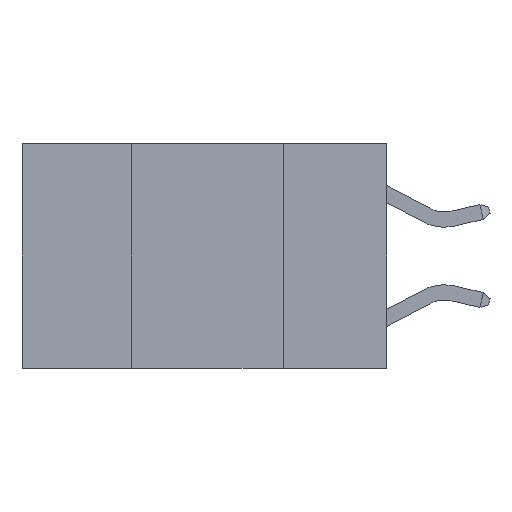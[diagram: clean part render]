
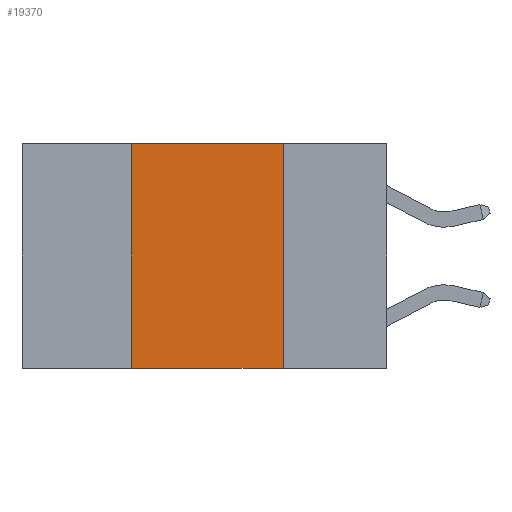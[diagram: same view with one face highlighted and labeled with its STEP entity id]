
A CAD part, left-side view. The second image highlights one B-rep face of the part: STEP entity #19370.
In plain terms, the highlighted planar face has unit normal (-1, 0, 0).
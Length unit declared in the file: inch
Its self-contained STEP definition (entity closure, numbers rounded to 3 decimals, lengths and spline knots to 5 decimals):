
#875 = VERTEX_POINT ( 'NONE', #3990 ) ;
#918 = CARTESIAN_POINT ( 'NONE',  ( 0., 0.6, 0. ) ) ;
#1301 = LINE ( 'NONE', #26036, #25124 ) ;
#1606 = LINE ( 'NONE', #7597, #24102 ) ;
#2254 = EDGE_CURVE ( 'NONE', #875, #19511, #1301, .T. ) ;
#2396 = CARTESIAN_POINT ( 'NONE',  ( 0., 0.42, 0. ) ) ;
#2961 = ORIENTED_EDGE ( 'NONE', *, *, #2254, .T. ) ;
#3990 = CARTESIAN_POINT ( 'NONE',  ( 0., 0.42, -0.37 ) ) ;
#4071 = VERTEX_POINT ( 'NONE', #5956 ) ;
#4107 = EDGE_CURVE ( 'NONE', #15375, #4071, #1606, .T. ) ;
#4685 = EDGE_LOOP ( 'NONE', ( #10082, #25949, #26301, #2961 ) ) ;
#5956 = CARTESIAN_POINT ( 'NONE',  ( 0., 0.17, 0. ) ) ;
#7597 = CARTESIAN_POINT ( 'NONE',  ( 0., 0.6, 0. ) ) ;
#7931 = LINE ( 'NONE', #23227, #10358 ) ;
#9772 = DIRECTION ( 'NONE',  ( 0., 0., -1. ) ) ;
#9820 = DIRECTION ( 'NONE',  ( 0., 0., -1. ) ) ;
#10082 = ORIENTED_EDGE ( 'NONE', *, *, #23845, .F. ) ;
#10161 = DIRECTION ( 'NONE',  ( 0., -1., 0. ) ) ;
#10358 = VECTOR ( 'NONE', #9820, 39.37008 ) ;
#14288 = DIRECTION ( 'NONE',  ( 0., -1., 0. ) ) ;
#14294 = DIRECTION ( 'NONE',  ( 1., 0., 0. ) ) ;
#15375 = VERTEX_POINT ( 'NONE', #28098 ) ;
#17341 = EDGE_CURVE ( 'NONE', #875, #15375, #24964, .T. ) ;
#18717 = VECTOR ( 'NONE', #20308, 39.37008 ) ;
#19237 = CARTESIAN_POINT ( 'NONE',  ( 0., 0.17, -0.37 ) ) ;
#19370 = ADVANCED_FACE ( 'NONE', ( #27688 ), #27980, .F. ) ;
#19511 = VERTEX_POINT ( 'NONE', #19237 ) ;
#20308 = DIRECTION ( 'NONE',  ( 0., 0., 1. ) ) ;
#23227 = CARTESIAN_POINT ( 'NONE',  ( 0., 0.17, 0. ) ) ;
#23845 = EDGE_CURVE ( 'NONE', #4071, #19511, #7931, .T. ) ;
#24102 = VECTOR ( 'NONE', #14288, 39.37008 ) ;
#24964 = LINE ( 'NONE', #2396, #18717 ) ;
#25124 = VECTOR ( 'NONE', #10161, 39.37008 ) ;
#25949 = ORIENTED_EDGE ( 'NONE', *, *, #4107, .F. ) ;
#26036 = CARTESIAN_POINT ( 'NONE',  ( 0., 0.6, -0.37 ) ) ;
#26198 = AXIS2_PLACEMENT_3D ( 'NONE', #918, #14294, #9772 ) ;
#26301 = ORIENTED_EDGE ( 'NONE', *, *, #17341, .F. ) ;
#27688 = FACE_OUTER_BOUND ( 'NONE', #4685, .T. ) ;
#27980 = PLANE ( 'NONE',  #26198 ) ;
#28098 = CARTESIAN_POINT ( 'NONE',  ( 0., 0.42, 0. ) ) ;
